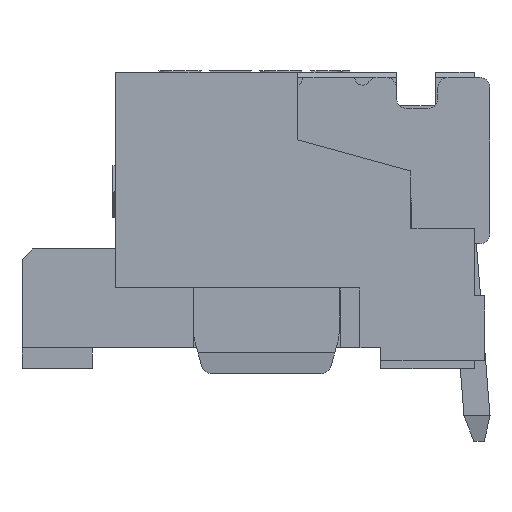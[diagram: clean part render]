
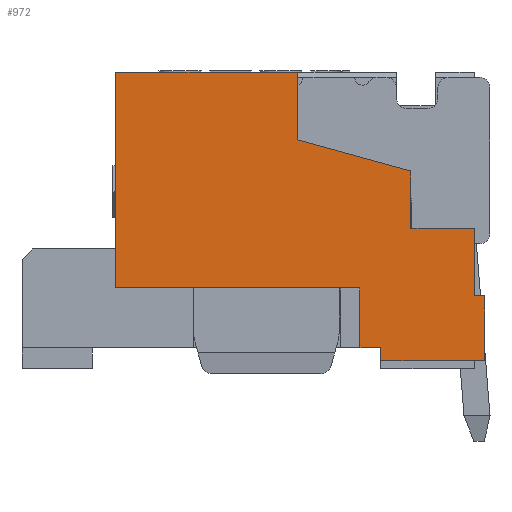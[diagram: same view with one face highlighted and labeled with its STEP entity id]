
A CAD part, left-side view. The second image highlights one B-rep face of the part: STEP entity #972.
In plain terms, the highlighted planar face has unit normal (-1, 0, 0).
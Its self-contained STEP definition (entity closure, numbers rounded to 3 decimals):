
#972=ADVANCED_FACE('',(#2016),#1469,.T.);
#1469=PLANE('',#11813);
#2016=FACE_OUTER_BOUND('',#2569,.T.);
#2569=EDGE_LOOP('',(#4571,#4572,#4573,#4574,#4575,#4576,#4577,#4578,#4579,
#4580,#4581,#4582,#4583,#4584));
#4571=ORIENTED_EDGE('',*,*,#7621,.T.);
#4572=ORIENTED_EDGE('',*,*,#8000,.T.);
#4573=ORIENTED_EDGE('',*,*,#8001,.F.);
#4574=ORIENTED_EDGE('',*,*,#8002,.F.);
#4575=ORIENTED_EDGE('',*,*,#8003,.F.);
#4576=ORIENTED_EDGE('',*,*,#7415,.T.);
#4577=ORIENTED_EDGE('',*,*,#7870,.F.);
#4578=ORIENTED_EDGE('',*,*,#8004,.F.);
#4579=ORIENTED_EDGE('',*,*,#8005,.F.);
#4580=ORIENTED_EDGE('',*,*,#8006,.F.);
#4581=ORIENTED_EDGE('',*,*,#7731,.F.);
#4582=ORIENTED_EDGE('',*,*,#7997,.T.);
#4583=ORIENTED_EDGE('',*,*,#8007,.T.);
#4584=ORIENTED_EDGE('',*,*,#8008,.F.);
#6299=VERTEX_POINT('',#15608);
#6300=VERTEX_POINT('',#15610);
#6462=VERTEX_POINT('',#16015);
#6463=VERTEX_POINT('',#16017);
#6545=VERTEX_POINT('',#16235);
#6546=VERTEX_POINT('',#16236);
#6675=VERTEX_POINT('',#16510);
#6755=VERTEX_POINT('',#16761);
#6756=VERTEX_POINT('',#16767);
#6757=VERTEX_POINT('',#16769);
#6758=VERTEX_POINT('',#16771);
#6759=VERTEX_POINT('',#16774);
#6760=VERTEX_POINT('',#16776);
#6761=VERTEX_POINT('',#16779);
#7415=EDGE_CURVE('',#6300,#6299,#8850,.T.);
#7621=EDGE_CURVE('',#6463,#6462,#9056,.T.);
#7731=EDGE_CURVE('',#6545,#6546,#9166,.T.);
#7870=EDGE_CURVE('',#6675,#6299,#9305,.T.);
#7997=EDGE_CURVE('',#6545,#6755,#9432,.T.);
#8000=EDGE_CURVE('',#6462,#6756,#9435,.T.);
#8001=EDGE_CURVE('',#6757,#6756,#9436,.T.);
#8002=EDGE_CURVE('',#6758,#6757,#9437,.T.);
#8003=EDGE_CURVE('',#6300,#6758,#9438,.T.);
#8004=EDGE_CURVE('',#6759,#6675,#9439,.T.);
#8005=EDGE_CURVE('',#6760,#6759,#9440,.T.);
#8006=EDGE_CURVE('',#6546,#6760,#9441,.T.);
#8007=EDGE_CURVE('',#6755,#6761,#9442,.T.);
#8008=EDGE_CURVE('',#6463,#6761,#9443,.T.);
#8850=LINE('',#15609,#10285);
#9056=LINE('',#16016,#10491);
#9166=LINE('',#16234,#10601);
#9305=LINE('',#16512,#10740);
#9432=LINE('',#16762,#10867);
#9435=LINE('',#16766,#10870);
#9436=LINE('',#16768,#10871);
#9437=LINE('',#16770,#10872);
#9438=LINE('',#16772,#10873);
#9439=LINE('',#16773,#10874);
#9440=LINE('',#16775,#10875);
#9441=LINE('',#16777,#10876);
#9442=LINE('',#16778,#10877);
#9443=LINE('',#16780,#10878);
#10285=VECTOR('',#12840,1.);
#10491=VECTOR('',#13122,1.);
#10601=VECTOR('',#13284,1.);
#10740=VECTOR('',#13437,1.);
#10867=VECTOR('',#13652,1.);
#10870=VECTOR('',#13657,1.);
#10871=VECTOR('',#13658,1.);
#10872=VECTOR('',#13659,1.);
#10873=VECTOR('',#13660,1.);
#10874=VECTOR('',#13661,1.);
#10875=VECTOR('',#13662,1.);
#10876=VECTOR('',#13663,1.);
#10877=VECTOR('',#13664,1.);
#10878=VECTOR('',#13665,1.);
#11813=AXIS2_PLACEMENT_3D('',#16781,#13666,#13667);
#12840=DIRECTION('',(0.,0.,1.));
#13122=DIRECTION('',(0.,-1.,0.));
#13284=DIRECTION('',(0.,-1.,0.));
#13437=DIRECTION('',(0.,-1.,0.));
#13652=DIRECTION('',(0.,0.,-1.));
#13657=DIRECTION('',(0.,0.,-1.));
#13658=DIRECTION('',(0.,1.,0.));
#13659=DIRECTION('',(0.,0.,-1.));
#13660=DIRECTION('',(0.,-1.,0.));
#13661=DIRECTION('',(0.,0.,-1.));
#13662=DIRECTION('',(0.,-0.964,-0.265));
#13663=DIRECTION('',(0.,0.,-1.));
#13664=DIRECTION('',(0.,-1.,0.));
#13665=DIRECTION('',(0.,0.,1.));
#13666=DIRECTION('',(-1.,0.,0.));
#13667=DIRECTION('',(0.,0.,-1.));
#15608=CARTESIAN_POINT('',(-7.,-8.7,2.3));
#15609=CARTESIAN_POINT('',(-7.,-8.7,1.));
#15610=CARTESIAN_POINT('',(-7.,-8.7,1.));
#16015=CARTESIAN_POINT('',(-7.,-6.9,0.));
#16016=CARTESIAN_POINT('',(-7.,-6.5,0.));
#16017=CARTESIAN_POINT('',(-7.,-6.5,0.));
#16234=CARTESIAN_POINT('',(-7.,-1.8,5.3));
#16235=CARTESIAN_POINT('',(-7.,-1.8,5.3));
#16236=CARTESIAN_POINT('',(-7.,-5.3,5.3));
#16510=CARTESIAN_POINT('',(-7.,-7.48,2.3));
#16512=CARTESIAN_POINT('',(-7.,-7.48,2.3));
#16761=CARTESIAN_POINT('',(-7.,-1.8,1.15));
#16762=CARTESIAN_POINT('',(-7.,-1.8,5.3));
#16766=CARTESIAN_POINT('',(-7.,-6.9,0.));
#16767=CARTESIAN_POINT('',(-7.,-6.9,-0.25));
#16768=CARTESIAN_POINT('',(-7.,-8.9,-0.25));
#16769=CARTESIAN_POINT('',(-7.,-8.9,-0.25));
#16770=CARTESIAN_POINT('',(-7.,-8.9,1.));
#16771=CARTESIAN_POINT('',(-7.,-8.9,1.));
#16772=CARTESIAN_POINT('',(-7.,-8.7,1.));
#16773=CARTESIAN_POINT('',(-7.,-7.48,3.4));
#16774=CARTESIAN_POINT('',(-7.,-7.48,3.4));
#16775=CARTESIAN_POINT('',(-7.,-5.3,4.));
#16776=CARTESIAN_POINT('',(-7.,-5.3,4.));
#16777=CARTESIAN_POINT('',(-7.,-5.3,5.3));
#16778=CARTESIAN_POINT('',(-7.,-1.8,1.15));
#16779=CARTESIAN_POINT('',(-7.,-6.5,1.15));
#16780=CARTESIAN_POINT('',(-7.,-6.5,0.));
#16781=CARTESIAN_POINT('',(-7.,0.,0.));
